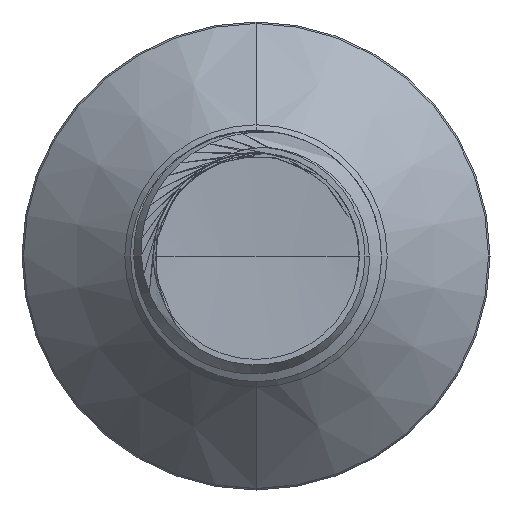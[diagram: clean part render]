
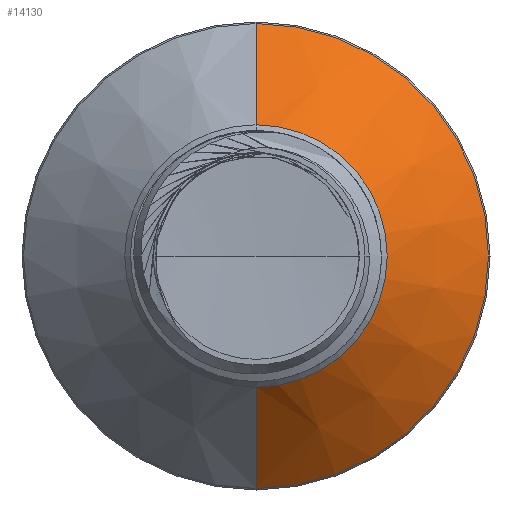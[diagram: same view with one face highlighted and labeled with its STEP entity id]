
A CAD part, front view. The second image highlights one B-rep face of the part: STEP entity #14130.
In plain terms, the highlighted conical face has half-angle 45 degrees and reference radius 1.571 mm.
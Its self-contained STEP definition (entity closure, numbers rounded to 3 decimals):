
#1083 = ORIENTED_EDGE ( 'NONE', *, *, #17854, .T. ) ;
#1361 = EDGE_CURVE ( 'NONE', #2790, #6830, #39456, .T. ) ;
#2790 = VERTEX_POINT ( 'NONE', #3786 ) ;
#3129 = DIRECTION ( 'NONE',  ( 0., 0., 1. ) ) ;
#3696 = DIRECTION ( 'NONE',  ( 0., 0.707, 0.707 ) ) ;
#3786 = CARTESIAN_POINT ( 'NONE',  ( 0., 21.909, 1.571 ) ) ;
#5338 = ORIENTED_EDGE ( 'NONE', *, *, #41266, .F. ) ;
#5481 = DIRECTION ( 'NONE',  ( 0., 1., 0. ) ) ;
#5807 = ORIENTED_EDGE ( 'NONE', *, *, #1361, .T. ) ;
#6830 = VERTEX_POINT ( 'NONE', #36282 ) ;
#9287 = AXIS2_PLACEMENT_3D ( 'NONE', #37901, #37115, #13294 ) ;
#12151 = LINE ( 'NONE', #28267, #20407 ) ;
#13294 = DIRECTION ( 'NONE',  ( 0., 0., 1. ) ) ;
#14130 = ADVANCED_FACE ( 'NONE', ( #24380 ), #39299, .T. ) ;
#15384 = DIRECTION ( 'NONE',  ( 0., 0.707, -0.707 ) ) ;
#17854 = EDGE_CURVE ( 'NONE', #6830, #38943, #39791, .T. ) ;
#20407 = VECTOR ( 'NONE', #3696, 1000. ) ;
#24160 = DIRECTION ( 'NONE',  ( 0., 1., 0. ) ) ;
#24380 = FACE_OUTER_BOUND ( 'NONE', #31781, .T. ) ;
#25673 = CARTESIAN_POINT ( 'NONE',  ( 0., 21.909, -1.571 ) ) ;
#26511 = CARTESIAN_POINT ( 'NONE',  ( 0., 21.909, 0. ) ) ;
#27964 = EDGE_CURVE ( 'NONE', #32080, #38943, #39233, .T. ) ;
#28267 = CARTESIAN_POINT ( 'NONE',  ( 0., 21.909, 1.571 ) ) ;
#30040 = DIRECTION ( 'NONE',  ( 0., 0., 1. ) ) ;
#30444 = VECTOR ( 'NONE', #15384, 1000. ) ;
#31057 = CARTESIAN_POINT ( 'NONE',  ( 0., 23.12, -2.782 ) ) ;
#31781 = EDGE_LOOP ( 'NONE', ( #5807, #1083, #33740, #5338 ) ) ;
#32080 = VERTEX_POINT ( 'NONE', #32580 ) ;
#32580 = CARTESIAN_POINT ( 'NONE',  ( 0., 23.12, 2.782 ) ) ;
#32669 = AXIS2_PLACEMENT_3D ( 'NONE', #45281, #24160, #3129 ) ;
#33740 = ORIENTED_EDGE ( 'NONE', *, *, #27964, .F. ) ;
#36282 = CARTESIAN_POINT ( 'NONE',  ( 0., 21.909, -1.571 ) ) ;
#37115 = DIRECTION ( 'NONE',  ( 0., 1., 0. ) ) ;
#37901 = CARTESIAN_POINT ( 'NONE',  ( 0., 21.909, 0. ) ) ;
#38943 = VERTEX_POINT ( 'NONE', #31057 ) ;
#39233 = CIRCLE ( 'NONE', #32669, 2.782 ) ;
#39299 = CONICAL_SURFACE ( 'NONE', #9287, 1.571, 0.785 ) ;
#39456 = CIRCLE ( 'NONE', #41237, 1.571 ) ;
#39791 = LINE ( 'NONE', #25673, #30444 ) ;
#41237 = AXIS2_PLACEMENT_3D ( 'NONE', #26511, #5481, #30040 ) ;
#41266 = EDGE_CURVE ( 'NONE', #2790, #32080, #12151, .T. ) ;
#45281 = CARTESIAN_POINT ( 'NONE',  ( 0., 23.12, 0. ) ) ;
